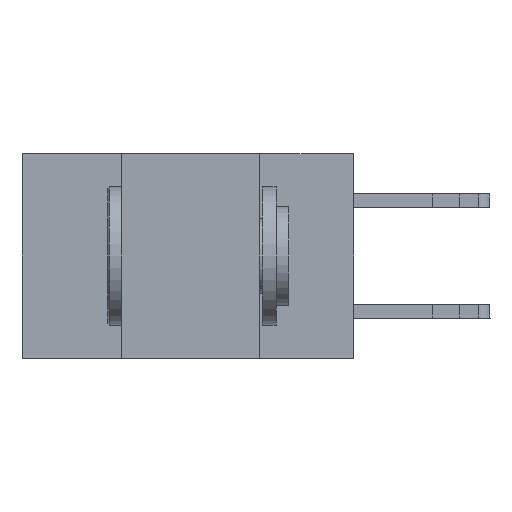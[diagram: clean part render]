
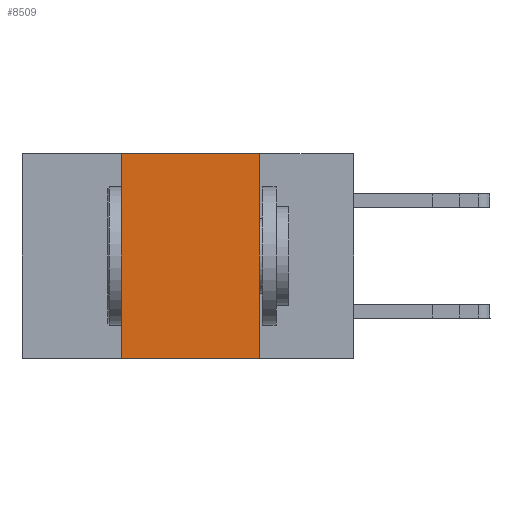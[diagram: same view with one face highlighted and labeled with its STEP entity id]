
A CAD part, left-side view. The second image highlights one B-rep face of the part: STEP entity #8509.
In plain terms, the highlighted planar face has unit normal (-1, 0, 0).
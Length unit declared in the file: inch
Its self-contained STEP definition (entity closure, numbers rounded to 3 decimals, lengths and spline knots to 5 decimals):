
#2017 = DIRECTION ( 'NONE',  ( 0., 0., -1. ) ) ;
#3437 = CARTESIAN_POINT ( 'NONE',  ( 0., 0.6, 0. ) ) ;
#3443 = LINE ( 'NONE', #19849, #5042 ) ;
#3718 = VECTOR ( 'NONE', #5016, 39.37008 ) ;
#3805 = VERTEX_POINT ( 'NONE', #13829 ) ;
#4338 = VERTEX_POINT ( 'NONE', #8329 ) ;
#4804 = CARTESIAN_POINT ( 'NONE',  ( 0., 0.17, 0. ) ) ;
#5016 = DIRECTION ( 'NONE',  ( 0., 0., -1. ) ) ;
#5042 = VECTOR ( 'NONE', #14984, 39.37008 ) ;
#5901 = DIRECTION ( 'NONE',  ( 0., -1., 0. ) ) ;
#6067 = ORIENTED_EDGE ( 'NONE', *, *, #14579, .F. ) ;
#6575 = EDGE_CURVE ( 'NONE', #3805, #4338, #3443, .T. ) ;
#6682 = ORIENTED_EDGE ( 'NONE', *, *, #12260, .T. ) ;
#6729 = ORIENTED_EDGE ( 'NONE', *, *, #6575, .F. ) ;
#6866 = FACE_OUTER_BOUND ( 'NONE', #15944, .T. ) ;
#7000 = AXIS2_PLACEMENT_3D ( 'NONE', #11837, #18435, #2017 ) ;
#8251 = CARTESIAN_POINT ( 'NONE',  ( 0., 0.17, 0. ) ) ;
#8329 = CARTESIAN_POINT ( 'NONE',  ( 0., 0.42, 0. ) ) ;
#8509 = ADVANCED_FACE ( 'NONE', ( #6866 ), #16918, .F. ) ;
#11204 = VECTOR ( 'NONE', #5901, 39.37008 ) ;
#11837 = CARTESIAN_POINT ( 'NONE',  ( 0., 0.6, 0. ) ) ;
#12260 = EDGE_CURVE ( 'NONE', #3805, #13117, #18872, .T. ) ;
#13035 = DIRECTION ( 'NONE',  ( 0., -1., 0. ) ) ;
#13117 = VERTEX_POINT ( 'NONE', #18053 ) ;
#13138 = LINE ( 'NONE', #3437, #18159 ) ;
#13829 = CARTESIAN_POINT ( 'NONE',  ( 0., 0.42, -0.37 ) ) ;
#14050 = EDGE_CURVE ( 'NONE', #4338, #16004, #13138, .T. ) ;
#14579 = EDGE_CURVE ( 'NONE', #16004, #13117, #17878, .T. ) ;
#14984 = DIRECTION ( 'NONE',  ( 0., 0., 1. ) ) ;
#15643 = ORIENTED_EDGE ( 'NONE', *, *, #14050, .F. ) ;
#15944 = EDGE_LOOP ( 'NONE', ( #6067, #15643, #6729, #6682 ) ) ;
#16004 = VERTEX_POINT ( 'NONE', #4804 ) ;
#16918 = PLANE ( 'NONE',  #7000 ) ;
#17878 = LINE ( 'NONE', #8251, #3718 ) ;
#18053 = CARTESIAN_POINT ( 'NONE',  ( 0., 0.17, -0.37 ) ) ;
#18159 = VECTOR ( 'NONE', #13035, 39.37008 ) ;
#18435 = DIRECTION ( 'NONE',  ( 1., 0., 0. ) ) ;
#18872 = LINE ( 'NONE', #20272, #11204 ) ;
#19849 = CARTESIAN_POINT ( 'NONE',  ( 0., 0.42, 0. ) ) ;
#20272 = CARTESIAN_POINT ( 'NONE',  ( 0., 0.6, -0.37 ) ) ;
